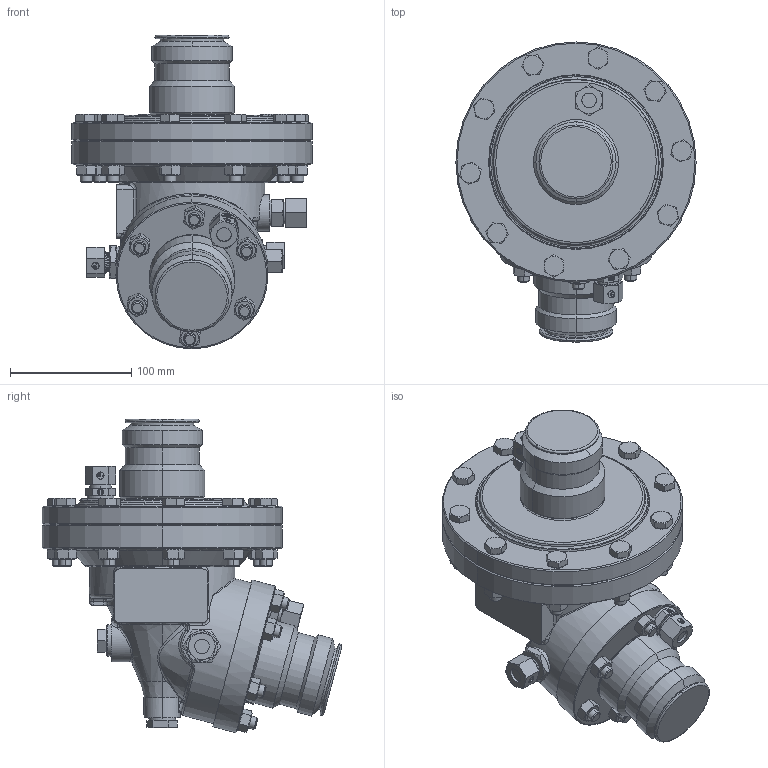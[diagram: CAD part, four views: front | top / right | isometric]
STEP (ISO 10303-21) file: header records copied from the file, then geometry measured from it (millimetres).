
FILE_DESCRIPTION (( 'STEP AP203' ), '1' );
FILE_NAME ('HON210-M-N.STEP', '2017-03-02T11:54:03', ( '' ), ( '' ), 'SwSTEP 2.0', 'SolidWorks 2015', '' );
FILE_SCHEMA (( 'CONFIG_CONTROL_DESIGN' ));
Products named in the file (1): HON210-M-N
Bounding box: 198 x 247.13 x 258.35 mm (x, y, z)
Volume: 3229198.2 mm3; surface area: 206170 mm2
Topology: 1 solids, 1 shells, 1406 faces, 3564 edges, 2270 vertices
Faces by surface type: plane 600, cone 384, cylinder 297, bspline 125
Entity records: 66523 total; most frequent: CARTESIAN_POINT 36086, ORIENTED_EDGE 7106, DIRECTION 5000, EDGE_CURVE 3553, VERTEX_POINT 2270, AXIS2_PLACEMENT_3D 1841, B_SPLINE_CURVE_WITH_KNOTS 1640, EDGE_LOOP 1527
